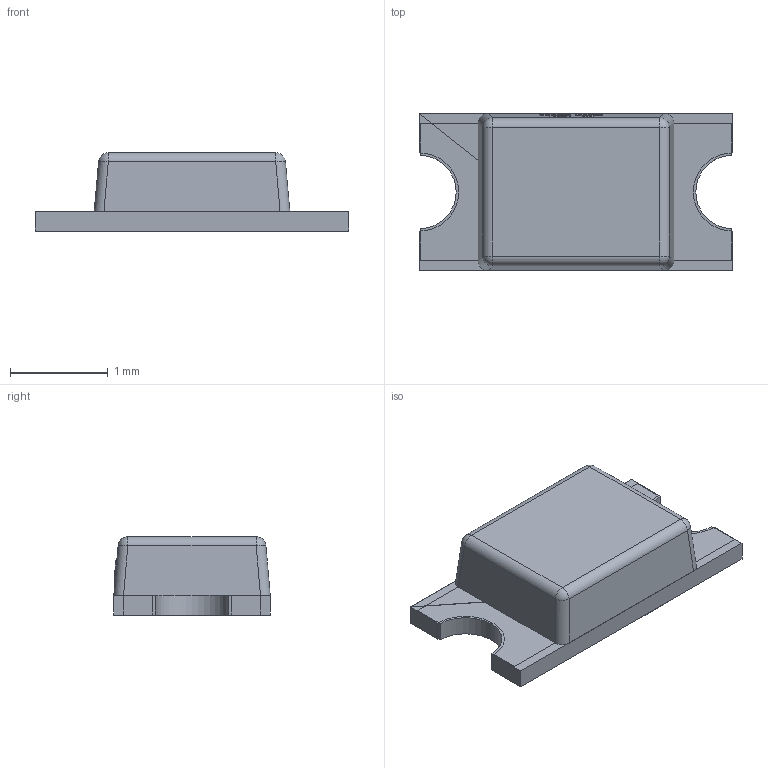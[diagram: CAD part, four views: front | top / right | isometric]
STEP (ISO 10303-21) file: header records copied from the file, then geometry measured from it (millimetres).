
FILE_DESCRIPTION (( 'STEP AP214' ), '1' );
FILE_NAME ('LED1206-R-RD_BLUE.step', '2022-07-08T13:32:25', ( '' ), ( '' ), 'SwSTEP 2.0', 'SolidWorks 2020', '' );
FILE_SCHEMA (( 'AUTOMOTIVE_DESIGN' ));
Length unit declared in the file: millimetre
Products named in the file (1): LED1206-R-RD_BLUE
Bounding box: 3.2 x 1.6 x 0.8 mm (x, y, z)
Volume: 3 mm3; surface area: 28.5 mm2
Topology: 6 solids, 6 shells, 343 faces, 903 edges, 598 vertices
Faces by surface type: plane 214, bspline 112, cylinder 13, sphere 4
Entity records: 14900 total; most frequent: CARTESIAN_POINT 3961, ORIENTED_EDGE 1806, DIRECTION 1157, EDGE_CURVE 903, VECTOR 649, LINE 649, VERTEX_POINT 598, EDGE_LOOP 369
